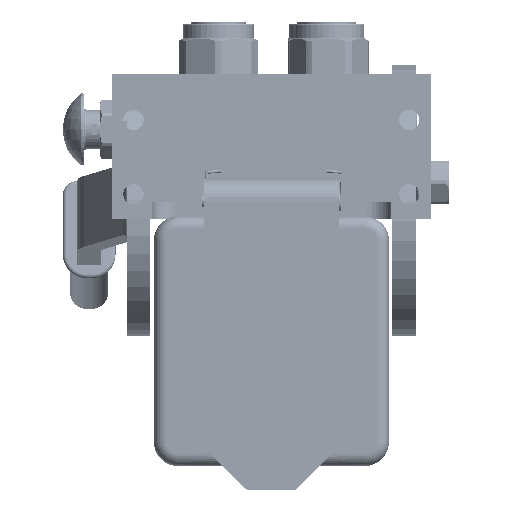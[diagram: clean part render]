
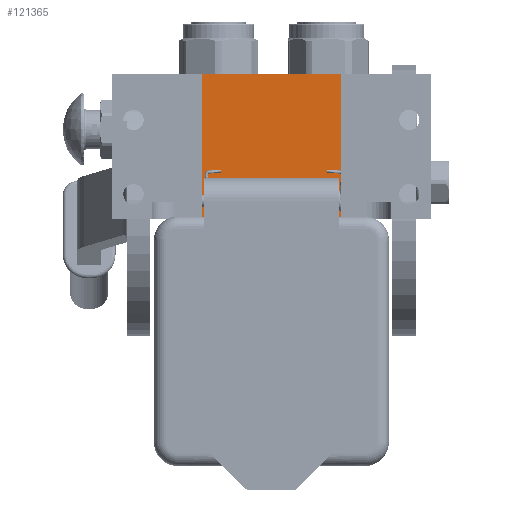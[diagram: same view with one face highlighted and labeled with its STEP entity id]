
A CAD part, left-side view. The second image highlights one B-rep face of the part: STEP entity #121365.
In plain terms, the highlighted face is planar.
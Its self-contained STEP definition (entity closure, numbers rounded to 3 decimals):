
#4701 = DIRECTION ( 'NONE',  ( 0., 1., 0. ) ) ;
#16357 = CARTESIAN_POINT ( 'NONE',  ( 29., 60.2, -107.5 ) ) ;
#20149 = CARTESIAN_POINT ( 'NONE',  ( 29., 0., -107.5 ) ) ;
#40365 = VERTEX_POINT ( 'NONE', #46542 ) ;
#41650 = VERTEX_POINT ( 'NONE', #105206 ) ;
#41782 = DIRECTION ( 'NONE',  ( 0., 0., -1. ) ) ;
#44447 = ORIENTED_EDGE ( 'NONE', *, *, #50374, .F. ) ;
#46542 = CARTESIAN_POINT ( 'NONE',  ( -29., 0., -107.5 ) ) ;
#49266 = FACE_OUTER_BOUND ( 'NONE', #93705, .T. ) ;
#50374 = EDGE_CURVE ( 'NONE', #41650, #67443, #81096, .T. ) ;
#50438 = DIRECTION ( 'NONE',  ( 0., 1., 0. ) ) ;
#50570 = EDGE_CURVE ( 'NONE', #60811, #40365, #90084, .T. ) ;
#51917 = PLANE ( 'NONE',  #110330 ) ;
#54608 = EDGE_CURVE ( 'NONE', #60811, #41650, #114605, .T. ) ;
#59524 = CARTESIAN_POINT ( 'NONE',  ( 29., 0., -107.5 ) ) ;
#59661 = CARTESIAN_POINT ( 'NONE',  ( -29., 60.2, -107.5 ) ) ;
#60538 = VECTOR ( 'NONE', #4701, 1000. ) ;
#60811 = VERTEX_POINT ( 'NONE', #20149 ) ;
#62404 = CARTESIAN_POINT ( 'NONE',  ( 29., 0., -107.5 ) ) ;
#64663 = VECTOR ( 'NONE', #97649, 1000. ) ;
#66494 = VECTOR ( 'NONE', #50438, 1000. ) ;
#67443 = VERTEX_POINT ( 'NONE', #59661 ) ;
#69322 = ORIENTED_EDGE ( 'NONE', *, *, #54608, .F. ) ;
#72050 = DIRECTION ( 'NONE',  ( -1., 0., 0. ) ) ;
#77742 = EDGE_CURVE ( 'NONE', #40365, #67443, #113058, .T. ) ;
#78095 = VECTOR ( 'NONE', #84287, 1000. ) ;
#81096 = LINE ( 'NONE', #16357, #78095 ) ;
#81130 = CARTESIAN_POINT ( 'NONE',  ( 29., 0., -107.5 ) ) ;
#84287 = DIRECTION ( 'NONE',  ( -1., 0., 0. ) ) ;
#90084 = LINE ( 'NONE', #59524, #64663 ) ;
#93705 = EDGE_LOOP ( 'NONE', ( #117644, #44447, #69322, #94209 ) ) ;
#94209 = ORIENTED_EDGE ( 'NONE', *, *, #50570, .T. ) ;
#97649 = DIRECTION ( 'NONE',  ( -1., 0., 0. ) ) ;
#98203 = CARTESIAN_POINT ( 'NONE',  ( -29., 0., -107.5 ) ) ;
#105206 = CARTESIAN_POINT ( 'NONE',  ( 29., 60.2, -107.5 ) ) ;
#110330 = AXIS2_PLACEMENT_3D ( 'NONE', #62404, #41782, #72050 ) ;
#113058 = LINE ( 'NONE', #98203, #66494 ) ;
#114605 = LINE ( 'NONE', #81130, #60538 ) ;
#117644 = ORIENTED_EDGE ( 'NONE', *, *, #77742, .T. ) ;
#121365 = ADVANCED_FACE ( 'NONE', ( #49266 ), #51917, .T. ) ;
